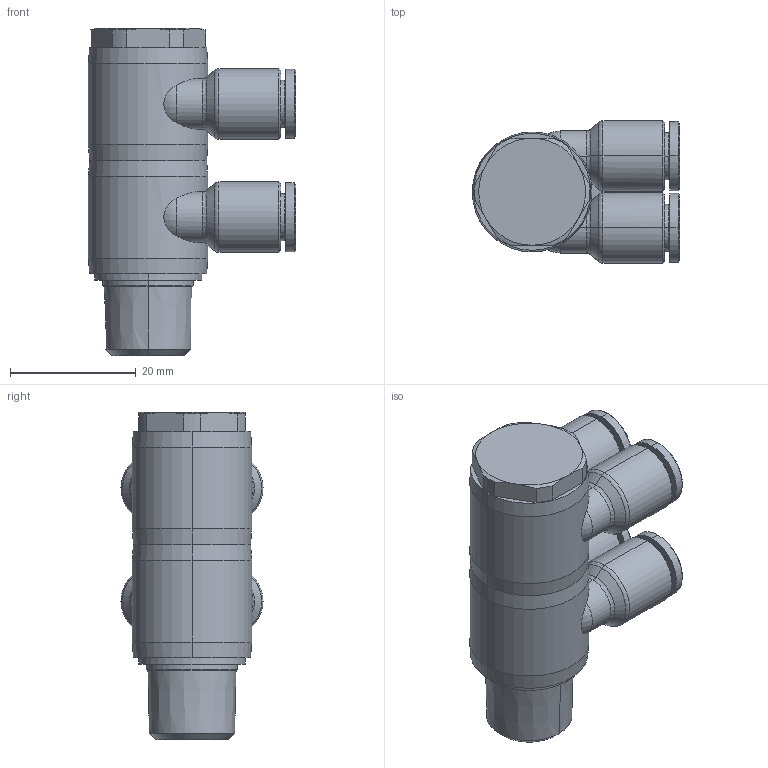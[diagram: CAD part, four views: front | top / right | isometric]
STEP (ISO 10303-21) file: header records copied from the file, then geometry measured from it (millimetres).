
FILE_DESCRIPTION((''),'2;1');
FILE_NAME('GPA_0602(2)(3D).stp','2012-12-17T14:22:06',(''),(''),'Mechanical Desktop.R8.0.24.0','Mechanical Desktop.R8.0.24.0',', , ');
FILE_SCHEMA(('CONFIG_CONTROL_DESIGN'));
Length unit declared in the file: millimetre
Products named in the file (2): GPA_0602(2)(3D); 睡ヶ1
Assembly tree (1 placements, depth 2):
  GPA_0602(2)(3D)
    睡ヶ1
Bounding box: 32.95 x 22.6 x 52 mm (x, y, z)
Volume: 14291.9 mm3; surface area: 8487 mm2
Topology: 1 solids, 1 shells, 994 faces, 2720 edges, 1783 vertices
Faces by surface type: plane 690, bspline 116, cylinder 104, cone 68, torus 12, sphere 4
Entity records: 33277 total; most frequent: CARTESIAN_POINT 8093, ORIENTED_EDGE 5436, DIRECTION 4932, EDGE_CURVE 2718, VECTOR 2136, LINE 2136, VERTEX_POINT 1783, AXIS2_PLACEMENT_3D 1398
